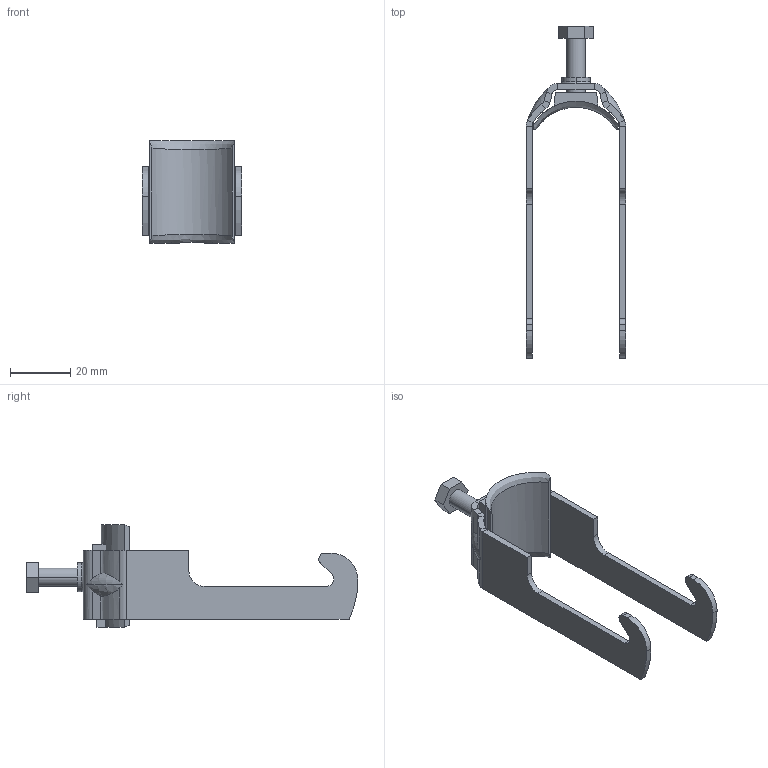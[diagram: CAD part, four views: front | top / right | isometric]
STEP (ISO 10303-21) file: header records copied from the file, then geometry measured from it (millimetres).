
FILE_DESCRIPTION (( 'STEP AP214' ), '1' );
FILE_NAME ('1180282.stp', '2017-09-15T08:52:58', ( '' ), ( '' ), 'SwSTEP 2.0', 'SolidWorks 2016', '' );
FILE_SCHEMA (( 'AUTOMOTIVE_DESIGN' ));
Length unit declared in the file: millimetre
Products named in the file (5): EB101-05-02_Standard; EB101-00-04_Standard; EB101-00-03_M6 x 18; EB501-05-01_Standard; 1180282
Assembly tree (4 placements, depth 2):
  1180282
    EB501-05-01_Standard
    EB101-00-03_M6 x 18
    EB101-00-04_Standard
    EB101-05-02_Standard
Bounding box: 33 x 110 x 34 mm (x, y, z)
Volume: 10316.6 mm3; surface area: 12126.6 mm2
Topology: 4 solids, 4 shells, 225 faces, 553 edges, 341 vertices
Faces by surface type: plane 147, cylinder 52, torus 16, cone 8, bspline 2
Entity records: 7228 total; most frequent: CARTESIAN_POINT 1769, ORIENTED_EDGE 1102, DIRECTION 1082, EDGE_CURVE 551, VECTOR 362, LINE 362, AXIS2_PLACEMENT_3D 360, VERTEX_POINT 341
